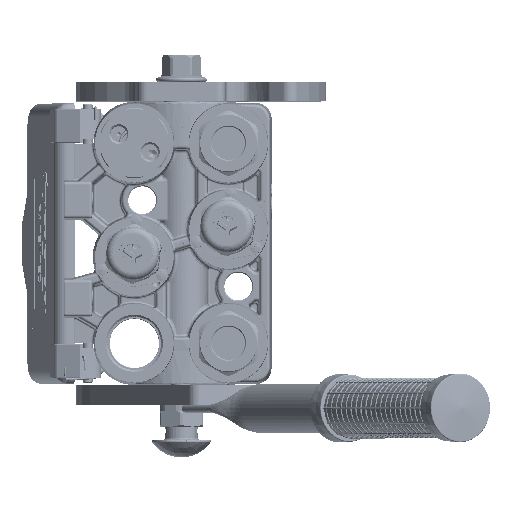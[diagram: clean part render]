
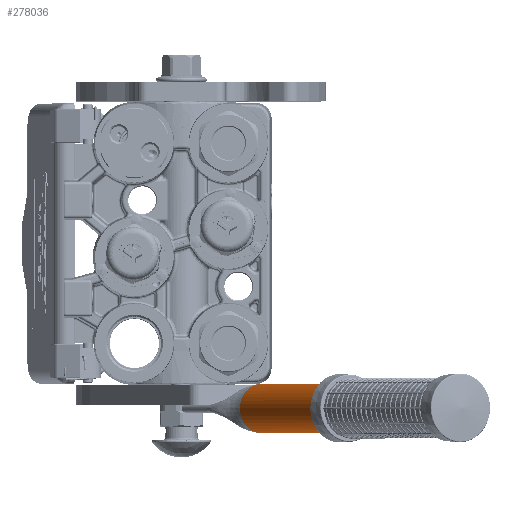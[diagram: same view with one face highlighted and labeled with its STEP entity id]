
A CAD part, top view. The second image highlights one B-rep face of the part: STEP entity #278036.
In plain terms, the highlighted cylindrical face has radius 12.5 mm (diameter 25 mm), a partial arc.
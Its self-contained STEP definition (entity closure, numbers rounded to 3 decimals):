
#3404 = CARTESIAN_POINT ( 'NONE',  ( -12.461, 0.114, 0.981 ) ) ;
#4367 = FACE_OUTER_BOUND ( 'NONE', #89048, .T. ) ;
#4440 = CARTESIAN_POINT ( 'NONE',  ( -12.466, 0.127, 0.927 ) ) ;
#11091 = CARTESIAN_POINT ( 'NONE',  ( -12.5, 0.24, 0. ) ) ;
#13642 = CARTESIAN_POINT ( 'NONE',  ( 12.5, 0.24, 0.108 ) ) ;
#18028 = EDGE_CURVE ( 'NONE', #166686, #70055, #57946, .T. ) ;
#25252 = CARTESIAN_POINT ( 'NONE',  ( -12.452, 0.083, 1.1 ) ) ;
#28082 = CIRCLE ( 'NONE', #295113, 12.5 ) ;
#37328 = CARTESIAN_POINT ( 'NONE',  ( 12.426, 0., 1.36 ) ) ;
#38032 = VERTEX_POINT ( 'NONE', #86832 ) ;
#41327 = CIRCLE ( 'NONE', #85877, 12.5 ) ;
#41737 = LINE ( 'NONE', #11091, #153342 ) ;
#45251 = VERTEX_POINT ( 'NONE', #142654 ) ;
#49256 = DIRECTION ( 'NONE',  ( -1., 0., 0. ) ) ;
#57610 = EDGE_CURVE ( 'NONE', #155908, #166686, #41737, .T. ) ;
#57946 = CIRCLE ( 'NONE', #206727, 12.5 ) ;
#60335 = CARTESIAN_POINT ( 'NONE',  ( 12.481, 0.178, 0.683 ) ) ;
#62366 = CARTESIAN_POINT ( 'NONE',  ( 12.426, 0., 1.36 ) ) ;
#66684 = CARTESIAN_POINT ( 'NONE',  ( 12.5, 198., 0. ) ) ;
#70055 = VERTEX_POINT ( 'NONE', #66684 ) ;
#72030 = CARTESIAN_POINT ( 'NONE',  ( -12.426, 0., 1.36 ) ) ;
#74134 = CARTESIAN_POINT ( 'NONE',  ( -12.479, 0.172, 0.721 ) ) ;
#77396 = CARTESIAN_POINT ( 'NONE',  ( 0., 198., 0. ) ) ;
#84327 = CARTESIAN_POINT ( 'NONE',  ( 12.499, 0.235, 0.221 ) ) ;
#85352 = CARTESIAN_POINT ( 'NONE',  ( 12.456, 0.096, 1.087 ) ) ;
#85877 = AXIS2_PLACEMENT_3D ( 'NONE', #258436, #139083, #237688 ) ;
#86832 = CARTESIAN_POINT ( 'NONE',  ( 0., 0., 12.5 ) ) ;
#89048 = EDGE_LOOP ( 'NONE', ( #198332, #199279, #262431, #206140, #182157, #179548, #230221 ) ) ;
#93868 = DIRECTION ( 'NONE',  ( 0., 1., 0. ) ) ;
#96000 = CARTESIAN_POINT ( 'NONE',  ( -12.466, 0.13, 0.917 ) ) ;
#97028 = CARTESIAN_POINT ( 'NONE',  ( -12.441, 0.049, 1.219 ) ) ;
#98053 = CARTESIAN_POINT ( 'NONE',  ( -12.5, 0.24, 0.216 ) ) ;
#99069 = EDGE_CURVE ( 'NONE', #45251, #70055, #133273, .T. ) ;
#105182 = CARTESIAN_POINT ( 'NONE',  ( 12.486, 0.195, 0.586 ) ) ;
#107861 = VERTEX_POINT ( 'NONE', #121660 ) ;
#120848 = CARTESIAN_POINT ( 'NONE',  ( -12.474, 0.155, 0.804 ) ) ;
#121660 = CARTESIAN_POINT ( 'NONE',  ( -12.426, 0., 1.36 ) ) ;
#121864 = CARTESIAN_POINT ( 'NONE',  ( -12.5, 0.24, 0. ) ) ;
#127541 = CARTESIAN_POINT ( 'NONE',  ( 12.5, 0.24, 0. ) ) ;
#128994 = CARTESIAN_POINT ( 'NONE',  ( 12.484, 0.186, 0.638 ) ) ;
#129513 = DIRECTION ( 'NONE',  ( 0., 1., 0. ) ) ;
#133273 = LINE ( 'NONE', #127541, #255759 ) ;
#139083 = DIRECTION ( 'NONE',  ( 0., 1., 0. ) ) ;
#142654 = CARTESIAN_POINT ( 'NONE',  ( 12.5, 0.24, 0. ) ) ;
#143317 = EDGE_CURVE ( 'NONE', #107861, #155908, #247331, .T. ) ;
#153342 = VECTOR ( 'NONE', #129513, 1000. ) ;
#154896 = CARTESIAN_POINT ( 'NONE',  ( 12.492, 0.214, 0.452 ) ) ;
#155908 = VERTEX_POINT ( 'NONE', #223717 ) ;
#163363 = CARTESIAN_POINT ( 'NONE',  ( 0., 0., 0. ) ) ;
#166686 = VERTEX_POINT ( 'NONE', #279065 ) ;
#176281 = DIRECTION ( 'NONE',  ( 0., 1., 0. ) ) ;
#179548 = ORIENTED_EDGE ( 'NONE', *, *, #289570, .T. ) ;
#180233 = EDGE_CURVE ( 'NONE', #45251, #189046, #277985, .T. ) ;
#182157 = ORIENTED_EDGE ( 'NONE', *, *, #206167, .T. ) ;
#189046 = VERTEX_POINT ( 'NONE', #37328 ) ;
#198332 = ORIENTED_EDGE ( 'NONE', *, *, #99069, .T. ) ;
#199279 = ORIENTED_EDGE ( 'NONE', *, *, #18028, .F. ) ;
#201569 = CARTESIAN_POINT ( 'NONE',  ( 12.472, 0.146, 0.859 ) ) ;
#202589 = CARTESIAN_POINT ( 'NONE',  ( 12.488, 0.202, 0.541 ) ) ;
#204613 = CARTESIAN_POINT ( 'NONE',  ( 12.482, 0.18, 0.676 ) ) ;
#206140 = ORIENTED_EDGE ( 'NONE', *, *, #143317, .F. ) ;
#206167 = EDGE_CURVE ( 'NONE', #107861, #38032, #28082, .T. ) ;
#206727 = AXIS2_PLACEMENT_3D ( 'NONE', #77396, #240392, #49256 ) ;
#217306 = CARTESIAN_POINT ( 'NONE',  ( -12.471, 0.146, 0.847 ) ) ;
#223717 = CARTESIAN_POINT ( 'NONE',  ( -12.5, 0.24, 0. ) ) ;
#224458 = CARTESIAN_POINT ( 'NONE',  ( 12.494, 0.22, 0.394 ) ) ;
#227504 = CARTESIAN_POINT ( 'NONE',  ( 12.482, 0.182, 0.665 ) ) ;
#230221 = ORIENTED_EDGE ( 'NONE', *, *, #180233, .F. ) ;
#233956 = DIRECTION ( 'NONE',  ( -0.994, 0., 0.109 ) ) ;
#237688 = DIRECTION ( 'NONE',  ( -0.994, 0., 0.109 ) ) ;
#238148 = CARTESIAN_POINT ( 'NONE',  ( -12.464, 0.121, 0.953 ) ) ;
#240213 = CARTESIAN_POINT ( 'NONE',  ( -12.494, 0.221, 0.449 ) ) ;
#240392 = DIRECTION ( 'NONE',  ( 0., 1., 0. ) ) ;
#247331 = B_SPLINE_CURVE_WITH_KNOTS ( 'NONE', 3,
 ( #72030, #97028, #25252, #3404, #238148, #4440, #96000, #261969, #262998, #217306, #120848, #286854, #74134, #240213, #98053, #121864 ),
 .UNSPECIFIED., .F., .F.,
 ( 4, 2, 1, 2, 2, 1, 2, 2, 4 ),
 ( 0., 0.25, 0.312, 0.328, 0.344, 0.375, 0.437, 0.5, 1. ),
 .UNSPECIFIED. ) ;
#255759 = VECTOR ( 'NONE', #176281, 1000. ) ;
#258436 = CARTESIAN_POINT ( 'NONE',  ( 0., 0., 0. ) ) ;
#261969 = CARTESIAN_POINT ( 'NONE',  ( -12.467, 0.131, 0.91 ) ) ;
#262431 = ORIENTED_EDGE ( 'NONE', *, *, #57610, .F. ) ;
#262998 = CARTESIAN_POINT ( 'NONE',  ( -12.468, 0.136, 0.889 ) ) ;
#272196 = CARTESIAN_POINT ( 'NONE',  ( 12.5, 0.24, 0. ) ) ;
#272703 = AXIS2_PLACEMENT_3D ( 'NONE', #300694, #280930, #278901 ) ;
#277985 = B_SPLINE_CURVE_WITH_KNOTS ( 'NONE', 3,
 ( #272196, #13642, #84327, #224458, #154896, #202589, #105182, #128994, #227504, #204613, #60335, #297065, #201569, #85352, #62366 ),
 .UNSPECIFIED., .F., .F.,
 ( 4, 2, 2, 1, 1, 1, 2, 2, 4 ),
 ( 0., 0.25, 0.375, 0.437, 0.469, 0.484, 0.492, 0.5, 1. ),
 .UNSPECIFIED. ) ;
#278036 = ADVANCED_FACE ( 'NONE', ( #4367 ), #290343, .T. ) ;
#278901 = DIRECTION ( 'NONE',  ( 1., 0., 0. ) ) ;
#279065 = CARTESIAN_POINT ( 'NONE',  ( -12.5, 198., 0. ) ) ;
#280930 = DIRECTION ( 'NONE',  ( 0., -1., 0. ) ) ;
#286854 = CARTESIAN_POINT ( 'NONE',  ( -12.478, 0.167, 0.748 ) ) ;
#289570 = EDGE_CURVE ( 'NONE', #38032, #189046, #41327, .T. ) ;
#290343 = CYLINDRICAL_SURFACE ( 'NONE', #272703, 12.5 ) ;
#295113 = AXIS2_PLACEMENT_3D ( 'NONE', #163363, #93868, #233956 ) ;
#297065 = CARTESIAN_POINT ( 'NONE',  ( 12.481, 0.178, 0.688 ) ) ;
#300694 = CARTESIAN_POINT ( 'NONE',  ( 0., 0., 0. ) ) ;
